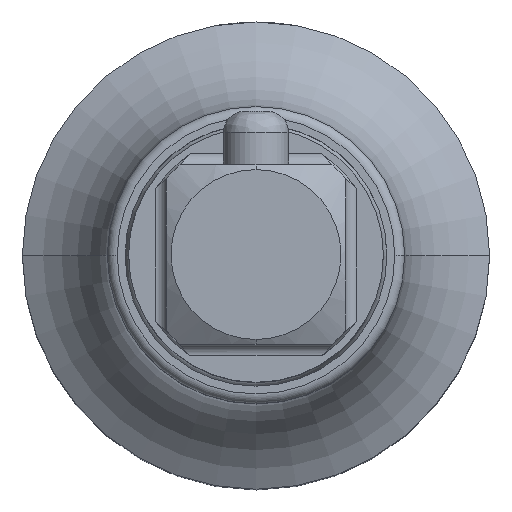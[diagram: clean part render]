
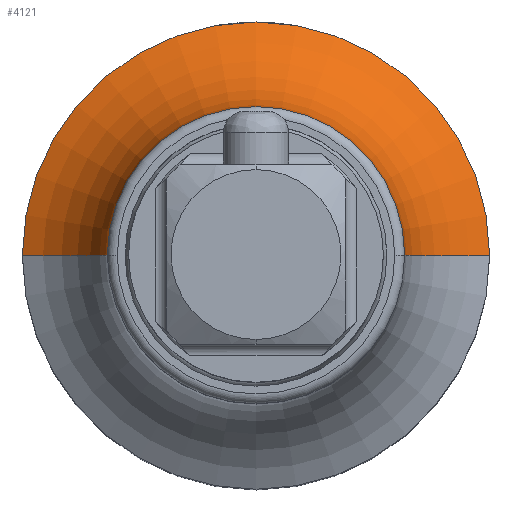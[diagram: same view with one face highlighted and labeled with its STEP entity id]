
A CAD part, top view. The second image highlights one B-rep face of the part: STEP entity #4121.
In plain terms, the highlighted toroidal (fillet/blend) face has major radius 20.5 mm and minor radius 10 mm.
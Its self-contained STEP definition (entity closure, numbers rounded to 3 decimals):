
#3589=CARTESIAN_POINT('',(0.,0.,30.7));
#3590=DIRECTION('',(0.,0.,1.));
#3591=DIRECTION('',(-1.,0.,0.));
#3592=AXIS2_PLACEMENT_3D('',#3589,#3590,#3591);
#3682=CARTESIAN_POINT('',(20.5,0.,
39.865));
#3683=DIRECTION('',(0.,1.,0.));
#3684=DIRECTION('',(-0.4,0.,-0.917));
#3685=AXIS2_PLACEMENT_3D('',#3682,#3683,#3684);
#3690=CARTESIAN_POINT('',(-20.5,0.,
39.865));
#3691=DIRECTION('',(0.,-1.,0.));
#3692=DIRECTION('',(0.4,0.,-0.917));
#3693=AXIS2_PLACEMENT_3D('',#3690,#3691,#3692);
#3706=CARTESIAN_POINT('',(0.,0.,39.865));
#3707=DIRECTION('',(0.,0.,1.));
#3708=DIRECTION('',(-1.,0.,0.));
#3709=AXIS2_PLACEMENT_3D('',#3706,#3707,#3708);
#3838=CARTESIAN_POINT('',(-16.5,0.,30.7));
#3839=CARTESIAN_POINT('',(16.5,0.,30.7));
#3840=VERTEX_POINT('',#3838);
#3841=VERTEX_POINT('',#3839);
#3842=CARTESIAN_POINT('',(-10.5,0.,39.865));
#3843=CARTESIAN_POINT('',(10.5,0.,39.865));
#3844=VERTEX_POINT('',#3842);
#3845=VERTEX_POINT('',#3843);
#4109=CARTESIAN_POINT('',(0.,0.,39.865));
#4110=DIRECTION('',(0.,0.,1.));
#4111=DIRECTION('',(-1.,0.,0.));
#4112=AXIS2_PLACEMENT_3D('',#4109,#4110,#4111);
#4113=TOROIDAL_SURFACE('',#4112,20.5,10.);
#4114=ORIENTED_EDGE('',*,*,#4043,.F.);
#4115=ORIENTED_EDGE('',*,*,#4104,.T.);
#4117=ORIENTED_EDGE('',*,*,#4116,.T.);
#4118=ORIENTED_EDGE('',*,*,#4100,.F.);
#4119=EDGE_LOOP('',(#4114,#4115,#4117,#4118));
#4120=FACE_OUTER_BOUND('',#4119,.F.);
#4121=ADVANCED_FACE('',(#4120),#4113,.F.);
#3593=CIRCLE('',#3592,16.5);
#3686=CIRCLE('',#3685,10.);
#3694=CIRCLE('',#3693,10.);
#3710=CIRCLE('',#3709,10.5);
#4043=EDGE_CURVE('',#3840,#3841,#3593,.T.);
#4100=EDGE_CURVE('',#3841,#3845,#3686,.T.);
#4104=EDGE_CURVE('',#3840,#3844,#3694,.T.);
#4116=EDGE_CURVE('',#3844,#3845,#3710,.T.);
